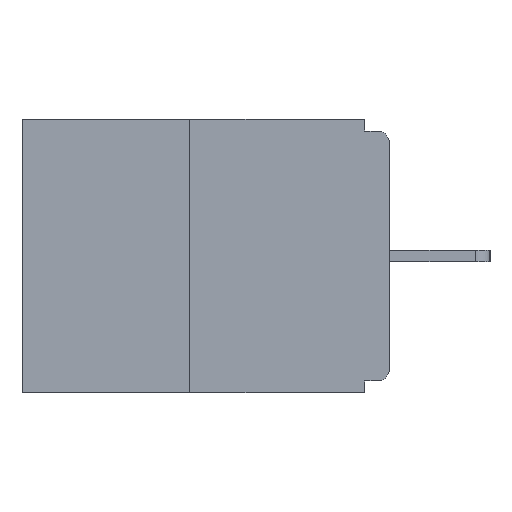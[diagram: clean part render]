
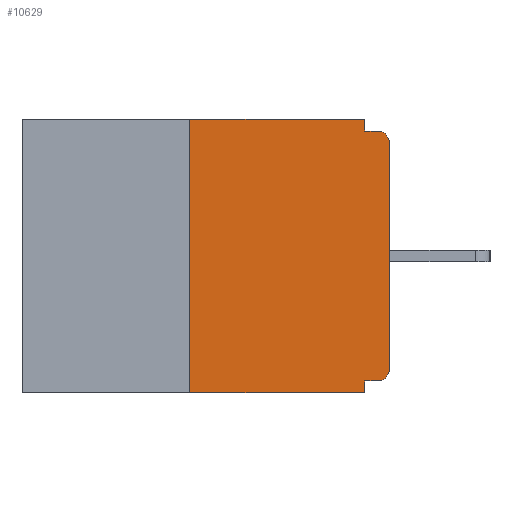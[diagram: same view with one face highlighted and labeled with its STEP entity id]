
A CAD part, left-side view. The second image highlights one B-rep face of the part: STEP entity #10629.
In plain terms, the highlighted planar face has unit normal (-1, 0, 0).
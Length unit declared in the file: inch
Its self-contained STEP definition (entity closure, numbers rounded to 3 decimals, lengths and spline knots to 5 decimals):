
#132 = CARTESIAN_POINT ( 'NONE',  ( 0., 0.031, -0.343 ) ) ;
#204 = VECTOR ( 'NONE', #13612, 39.37008 ) ;
#731 = DIRECTION ( 'NONE',  ( -1., 0., 0. ) ) ;
#914 = VECTOR ( 'NONE', #15835, 39.37008 ) ;
#955 = CIRCLE ( 'NONE', #5255, 0.015 ) ;
#1011 = FACE_OUTER_BOUND ( 'NONE', #12507, .T. ) ;
#1138 = ORIENTED_EDGE ( 'NONE', *, *, #21192, .F. ) ;
#1817 = CARTESIAN_POINT ( 'NONE',  ( 0., 0., -0.328 ) ) ;
#2230 = LINE ( 'NONE', #12574, #914 ) ;
#3042 = VERTEX_POINT ( 'NONE', #8040 ) ;
#3177 = DIRECTION ( 'NONE',  ( -1., 0., 0. ) ) ;
#3897 = VECTOR ( 'NONE', #7492, 39.37008 ) ;
#4104 = EDGE_CURVE ( 'NONE', #5370, #5721, #2230, .T. ) ;
#4138 = ORIENTED_EDGE ( 'NONE', *, *, #16063, .F. ) ;
#4211 = AXIS2_PLACEMENT_3D ( 'NONE', #8226, #3177, #13408 ) ;
#4486 = CARTESIAN_POINT ( 'NONE',  ( 0., 0.25, 0. ) ) ;
#4580 = CARTESIAN_POINT ( 'NONE',  ( 0., 0.015, -0.328 ) ) ;
#4819 = DIRECTION ( 'NONE',  ( 1., 0., 0. ) ) ;
#5094 = ORIENTED_EDGE ( 'NONE', *, *, #8036, .F. ) ;
#5255 = AXIS2_PLACEMENT_3D ( 'NONE', #9397, #731, #7586 ) ;
#5282 = VECTOR ( 'NONE', #11483, 39.37008 ) ;
#5310 = EDGE_CURVE ( 'NONE', #16412, #22176, #9310, .T. ) ;
#5370 = VERTEX_POINT ( 'NONE', #17847 ) ;
#5400 = DIRECTION ( 'NONE',  ( 0., 1., 0. ) ) ;
#5721 = VERTEX_POINT ( 'NONE', #12982 ) ;
#5912 = EDGE_CURVE ( 'NONE', #13925, #9465, #7411, .T. ) ;
#6269 = EDGE_CURVE ( 'NONE', #6650, #22176, #16646, .T. ) ;
#6650 = VERTEX_POINT ( 'NONE', #12920 ) ;
#6726 = CARTESIAN_POINT ( 'NONE',  ( 0., 0.46, 0. ) ) ;
#6783 = CARTESIAN_POINT ( 'NONE',  ( 0., 0.25, 0. ) ) ;
#6861 = CARTESIAN_POINT ( 'NONE',  ( 0., 0., -0.015 ) ) ;
#7411 = CIRCLE ( 'NONE', #4211, 0.015 ) ;
#7492 = DIRECTION ( 'NONE',  ( 0., 0., -1. ) ) ;
#7586 = DIRECTION ( 'NONE',  ( 0., 0., -1. ) ) ;
#7859 = CARTESIAN_POINT ( 'NONE',  ( 0., 0.46, 0. ) ) ;
#8036 = EDGE_CURVE ( 'NONE', #5721, #9465, #15537, .T. ) ;
#8040 = CARTESIAN_POINT ( 'NONE',  ( 0., 0., -0.313 ) ) ;
#8226 = CARTESIAN_POINT ( 'NONE',  ( 0., 0.015, -0.03 ) ) ;
#8697 = ORIENTED_EDGE ( 'NONE', *, *, #5310, .F. ) ;
#8820 = DIRECTION ( 'NONE',  ( 0., 0., 1. ) ) ;
#8939 = LINE ( 'NONE', #6783, #21546 ) ;
#9192 = CARTESIAN_POINT ( 'NONE',  ( 0., 0.031, -0.343 ) ) ;
#9310 = LINE ( 'NONE', #9192, #3897 ) ;
#9397 = CARTESIAN_POINT ( 'NONE',  ( 0., 0.015, -0.313 ) ) ;
#9465 = VERTEX_POINT ( 'NONE', #11273 ) ;
#9639 = CARTESIAN_POINT ( 'NONE',  ( 0., 0., 0. ) ) ;
#10512 = CARTESIAN_POINT ( 'NONE',  ( 0., 0.031, -0.328 ) ) ;
#10629 = ADVANCED_FACE ( 'NONE', ( #1011 ), #19903, .F. ) ;
#10708 = AXIS2_PLACEMENT_3D ( 'NONE', #7859, #4819, #18329 ) ;
#10768 = VECTOR ( 'NONE', #15875, 39.37008 ) ;
#11052 = VERTEX_POINT ( 'NONE', #4580 ) ;
#11273 = CARTESIAN_POINT ( 'NONE',  ( 0., 0.015, -0.015 ) ) ;
#11483 = DIRECTION ( 'NONE',  ( 0., -1., 0. ) ) ;
#11553 = EDGE_CURVE ( 'NONE', #11052, #3042, #955, .T. ) ;
#11742 = EDGE_CURVE ( 'NONE', #11052, #16412, #20823, .T. ) ;
#12059 = ORIENTED_EDGE ( 'NONE', *, *, #15870, .T. ) ;
#12507 = EDGE_LOOP ( 'NONE', ( #1138, #4138, #19911, #8697, #15721, #14040, #12059, #21467, #5094, #13826 ) ) ;
#12574 = CARTESIAN_POINT ( 'NONE',  ( 0., 0.031, 0. ) ) ;
#12920 = CARTESIAN_POINT ( 'NONE',  ( 0., 0.25, -0.343 ) ) ;
#12925 = VECTOR ( 'NONE', #19972, 39.37008 ) ;
#12982 = CARTESIAN_POINT ( 'NONE',  ( 0., 0.031, -0.015 ) ) ;
#13290 = LINE ( 'NONE', #6726, #204 ) ;
#13408 = DIRECTION ( 'NONE',  ( 0., 0., -1. ) ) ;
#13612 = DIRECTION ( 'NONE',  ( 0., -1., 0. ) ) ;
#13826 = ORIENTED_EDGE ( 'NONE', *, *, #4104, .F. ) ;
#13925 = VERTEX_POINT ( 'NONE', #17100 ) ;
#14040 = ORIENTED_EDGE ( 'NONE', *, *, #11553, .T. ) ;
#14808 = LINE ( 'NONE', #9639, #12925 ) ;
#15537 = LINE ( 'NONE', #6861, #10768 ) ;
#15721 = ORIENTED_EDGE ( 'NONE', *, *, #11742, .F. ) ;
#15835 = DIRECTION ( 'NONE',  ( 0., 0., -1. ) ) ;
#15870 = EDGE_CURVE ( 'NONE', #3042, #13925, #14808, .T. ) ;
#15875 = DIRECTION ( 'NONE',  ( 0., -1., 0. ) ) ;
#16063 = EDGE_CURVE ( 'NONE', #6650, #20161, #8939, .T. ) ;
#16412 = VERTEX_POINT ( 'NONE', #10512 ) ;
#16646 = LINE ( 'NONE', #20236, #5282 ) ;
#17100 = CARTESIAN_POINT ( 'NONE',  ( 0., 0., -0.03 ) ) ;
#17847 = CARTESIAN_POINT ( 'NONE',  ( 0., 0.031, 0. ) ) ;
#18329 = DIRECTION ( 'NONE',  ( 0., 0., -1. ) ) ;
#19903 = PLANE ( 'NONE',  #10708 ) ;
#19911 = ORIENTED_EDGE ( 'NONE', *, *, #6269, .T. ) ;
#19972 = DIRECTION ( 'NONE',  ( 0., 0., 1. ) ) ;
#20161 = VERTEX_POINT ( 'NONE', #4486 ) ;
#20236 = CARTESIAN_POINT ( 'NONE',  ( 0., 0.46, -0.343 ) ) ;
#20823 = LINE ( 'NONE', #1817, #22150 ) ;
#21192 = EDGE_CURVE ( 'NONE', #20161, #5370, #13290, .T. ) ;
#21467 = ORIENTED_EDGE ( 'NONE', *, *, #5912, .T. ) ;
#21546 = VECTOR ( 'NONE', #8820, 39.37008 ) ;
#22150 = VECTOR ( 'NONE', #5400, 39.37008 ) ;
#22176 = VERTEX_POINT ( 'NONE', #132 ) ;
